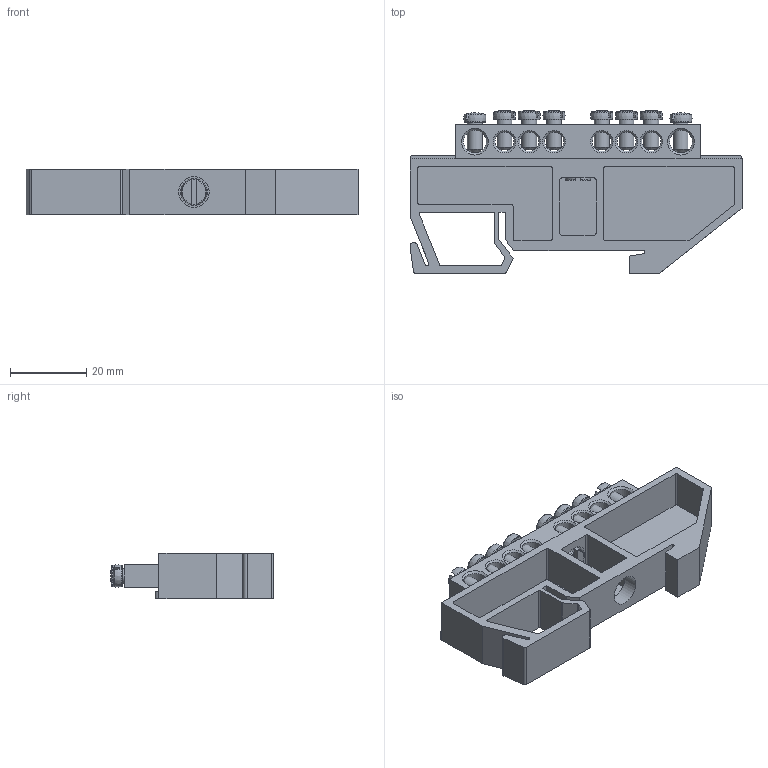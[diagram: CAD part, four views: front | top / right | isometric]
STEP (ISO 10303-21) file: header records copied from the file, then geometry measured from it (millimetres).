
FILE_DESCRIPTION(/* description */ (''),/* implementation_level */ '2;1');
FILE_NAME(/* name */ 'Шина N 6х9-8_1 изолятор DIN.stp',/* time_stamp */ '2021-04-12T22:21:36+03:00',/* author */ ('Admin'),/* organization */ (''),/* preprocessor_version */ 'ST-DEVELOPER v15.6',/* originating_system */ 'Autodesk Inventor 2015',/* authorisation */ '');
FILE_SCHEMA (('AP203_CONFIGURATION_CONTROLLED_3D_DESIGN_OF_MECHANICAL_PARTS_AND_ASSEMBLIES_MIM_LF','AUTOMOTIVE_DESIGN { 1 0 10303 214 3 1 1 }'));
Length unit declared in the file: millimetre
Products named in the file (5): 6х9-8_1; Винт M4x8; Изолятор DIN \X2\04410438
; DIN 84 - M4 x 10; 
Assembly tree (11 placements, depth 2):
  
    6х9-8_1
    Винт M4x8  x8
    Изолятор DIN \X2\04410438

    DIN 84 - M4 x 10
Bounding box: 87 x 42.65 x 12 mm (x, y, z)
Volume: 14609.9 mm3; surface area: 15234.2 mm2
Topology: 11 solids, 11 shells, 332 faces, 881 edges, 582 vertices
Faces by surface type: plane 181, cylinder 58, cone 43, torus 26, sphere 16, bspline 8
Full cylindrical faces by diameter (mm): 3.242 x9, 3.621 x1, 3.9 x8, 4 x1, 5 x7, 6 x2, 8 x2
Entity records: 5316 total; most frequent: CARTESIAN_POINT 1200, DIRECTION 830, ORIENTED_EDGE 728, EDGE_CURVE 364, AXIS2_PLACEMENT_3D 319, VERTEX_POINT 263, EDGE_LOOP 245, LINE 192
